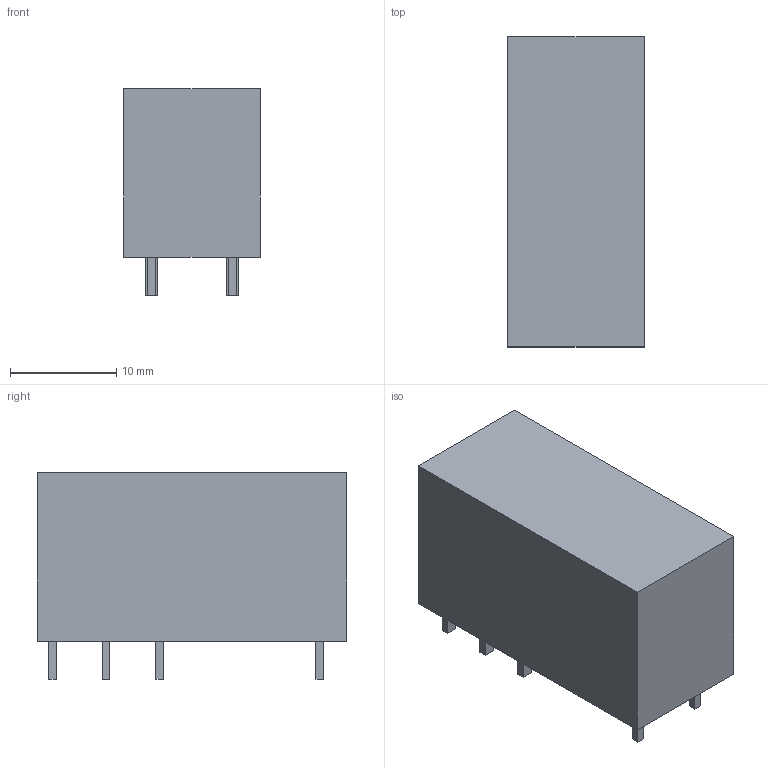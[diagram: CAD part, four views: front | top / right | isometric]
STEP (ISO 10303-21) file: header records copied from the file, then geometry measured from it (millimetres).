
FILE_DESCRIPTION(('HOOPS Exchange Step'),'2;1');
FILE_NAME('export-B4ECA4BB-A554-430F-B2D8-39A897951F8F.stp','2021-04-08T14:26:28+02:00',('Engineering'),('Alibre'),'HOOPS Exchange 2020.1','Alibre','Unknown authorisation');
FILE_SCHEMA( ('AP242_MANAGED_MODEL_BASED_3D_ENGINEERING_MIM_LF {1 0 10303 442 1 1 4 }') );
Length unit declared in the file: millimetre
Products named in the file (2): 5538-1 Single relay - REL-MR- 24DC21-21AU - 2961215; 5538 Single relay - REL-MR- 24DC21-21AU - 2961215
Assembly tree (1 placements, depth 2):
  5538 Single relay - REL-MR- 24DC21-21AU - 2961215
    5538-1 Single relay - REL-MR- 24DC21-21AU - 2961215
Bounding box: 12.9 x 29.2 x 19.5 mm (x, y, z)
Volume: 6009.9 mm3; surface area: 2191.5 mm2
Topology: 1 solids, 1 shells, 46 faces, 108 edges, 72 vertices
Faces by surface type: plane 46
Entity records: 1364 total; most frequent: CARTESIAN_POINT 231, ORIENTED_EDGE 216, DIRECTION 210, VECTOR 108, LINE 108, EDGE_CURVE 108, VERTEX_POINT 72, EDGE_LOOP 54
